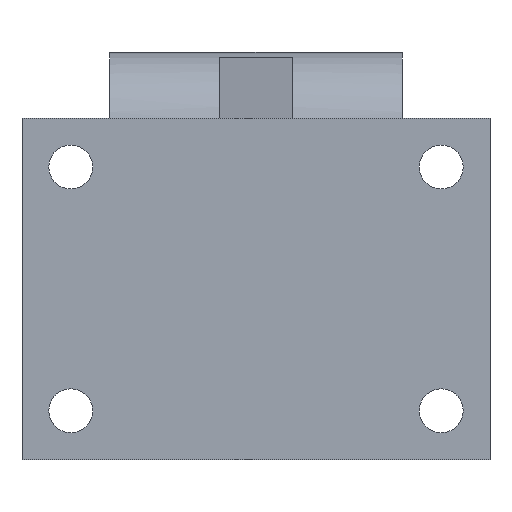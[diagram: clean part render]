
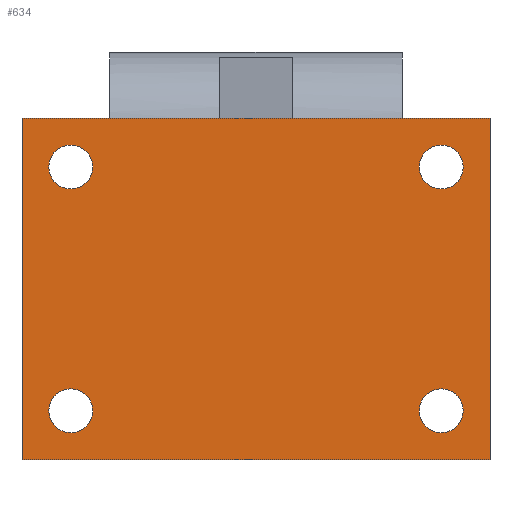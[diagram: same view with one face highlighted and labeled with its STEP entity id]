
A CAD part, front view. The second image highlights one B-rep face of the part: STEP entity #634.
In plain terms, the highlighted planar face has unit normal (0, -1, 0).
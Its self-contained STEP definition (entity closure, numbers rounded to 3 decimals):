
#28=PLANE('',#696);
#54=CIRCLE('',#697,4.5);
#55=CIRCLE('',#698,4.5);
#56=CIRCLE('',#699,4.5);
#57=CIRCLE('',#700,4.5);
#104=LINE('',#1059,#142);
#106=LINE('',#1071,#144);
#107=LINE('',#1073,#145);
#108=LINE('',#1075,#146);
#142=VECTOR('',#810,1000.);
#144=VECTOR('',#822,1000.);
#145=VECTOR('',#823,1000.);
#146=VECTOR('',#824,1000.);
#200=ORIENTED_EDGE('',*,*,#358,.T.);
#201=ORIENTED_EDGE('',*,*,#359,.T.);
#202=ORIENTED_EDGE('',*,*,#360,.T.);
#203=ORIENTED_EDGE('',*,*,#361,.T.);
#204=ORIENTED_EDGE('',*,*,#362,.T.);
#205=ORIENTED_EDGE('',*,*,#363,.F.);
#206=ORIENTED_EDGE('',*,*,#364,.F.);
#207=ORIENTED_EDGE('',*,*,#356,.T.);
#356=EDGE_CURVE('',#433,#432,#104,.T.);
#358=EDGE_CURVE('',#434,#434,#54,.T.);
#359=EDGE_CURVE('',#435,#435,#55,.T.);
#360=EDGE_CURVE('',#436,#436,#56,.T.);
#361=EDGE_CURVE('',#437,#437,#57,.T.);
#362=EDGE_CURVE('',#432,#438,#106,.T.);
#363=EDGE_CURVE('',#439,#438,#107,.T.);
#364=EDGE_CURVE('',#433,#439,#108,.T.);
#432=VERTEX_POINT('',#1058);
#433=VERTEX_POINT('',#1060);
#434=VERTEX_POINT('',#1064);
#435=VERTEX_POINT('',#1066);
#436=VERTEX_POINT('',#1068);
#437=VERTEX_POINT('',#1070);
#438=VERTEX_POINT('',#1072);
#439=VERTEX_POINT('',#1074);
#479=EDGE_LOOP('',(#200));
#480=EDGE_LOOP('',(#201));
#481=EDGE_LOOP('',(#202));
#482=EDGE_LOOP('',(#203));
#483=EDGE_LOOP('',(#204,#205,#206,#207));
#549=FACE_BOUND('',#479,.T.);
#550=FACE_BOUND('',#480,.T.);
#551=FACE_BOUND('',#481,.T.);
#552=FACE_BOUND('',#482,.T.);
#553=FACE_BOUND('',#483,.T.);
#634=ADVANCED_FACE('',(#549,#550,#551,#552,#553),#28,.F.);
#696=AXIS2_PLACEMENT_3D('',#1062,#812,#813);
#697=AXIS2_PLACEMENT_3D('',#1063,#814,#815);
#698=AXIS2_PLACEMENT_3D('',#1065,#816,#817);
#699=AXIS2_PLACEMENT_3D('',#1067,#818,#819);
#700=AXIS2_PLACEMENT_3D('',#1069,#820,#821);
#810=DIRECTION('',(-1.,0.,0.));
#812=DIRECTION('',(0.,1.,0.));
#813=DIRECTION('',(0.,0.,1.));
#814=DIRECTION('',(0.,1.,0.));
#815=DIRECTION('',(0.,0.,1.));
#816=DIRECTION('',(0.,1.,0.));
#817=DIRECTION('',(0.,0.,1.));
#818=DIRECTION('',(0.,1.,0.));
#819=DIRECTION('',(0.,0.,1.));
#820=DIRECTION('',(0.,1.,0.));
#821=DIRECTION('',(0.,0.,1.));
#822=DIRECTION('',(0.,0.,-1.));
#823=DIRECTION('',(-1.,0.,0.));
#824=DIRECTION('',(0.,0.,-1.));
#1058=CARTESIAN_POINT('',(-48.,0.,35.));
#1059=CARTESIAN_POINT('',(48.,0.,35.));
#1060=CARTESIAN_POINT('',(48.,0.,35.));
#1062=CARTESIAN_POINT('',(48.,0.,35.));
#1063=CARTESIAN_POINT('',(38.,0.,-25.));
#1064=CARTESIAN_POINT('',(38.,0.,-20.5));
#1065=CARTESIAN_POINT('',(38.,0.,25.));
#1066=CARTESIAN_POINT('',(38.,0.,29.5));
#1067=CARTESIAN_POINT('',(-38.,0.,-25.));
#1068=CARTESIAN_POINT('',(-38.,0.,-20.5));
#1069=CARTESIAN_POINT('',(-38.,0.,25.));
#1070=CARTESIAN_POINT('',(-38.,0.,29.5));
#1071=CARTESIAN_POINT('',(-48.,0.,35.));
#1072=CARTESIAN_POINT('',(-48.,0.,-35.));
#1073=CARTESIAN_POINT('',(48.,0.,-35.));
#1074=CARTESIAN_POINT('',(48.,0.,-35.));
#1075=CARTESIAN_POINT('',(48.,0.,35.));
